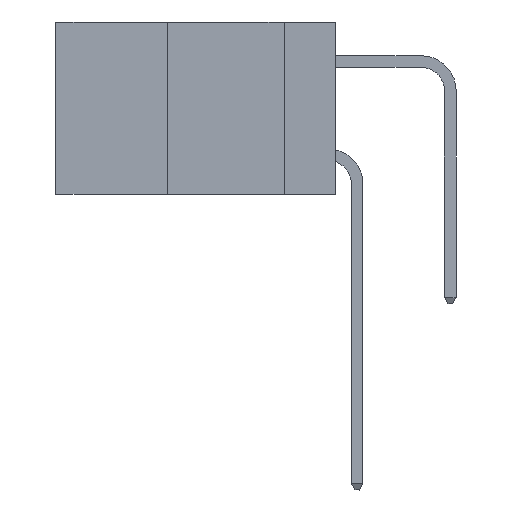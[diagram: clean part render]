
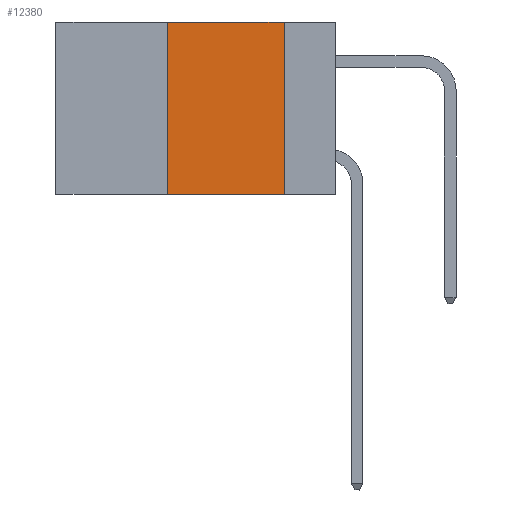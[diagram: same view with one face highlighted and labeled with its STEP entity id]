
A CAD part, left-side view. The second image highlights one B-rep face of the part: STEP entity #12380.
In plain terms, the highlighted planar face has unit normal (-1, 0, 0).
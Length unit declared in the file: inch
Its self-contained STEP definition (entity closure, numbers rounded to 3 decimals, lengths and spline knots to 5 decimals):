
#949 = EDGE_CURVE ( 'NONE', #5612, #4993, #6050, .T. ) ;
#3174 = CARTESIAN_POINT ( 'NONE',  ( 0., 0.11, 0. ) ) ;
#4711 = ORIENTED_EDGE ( 'NONE', *, *, #22967, .F. ) ;
#4993 = VERTEX_POINT ( 'NONE', #8303 ) ;
#5612 = VERTEX_POINT ( 'NONE', #3174 ) ;
#6050 = LINE ( 'NONE', #16970, #24158 ) ;
#6142 = CARTESIAN_POINT ( 'NONE',  ( 0., 0.6, -0.37 ) ) ;
#6283 = LINE ( 'NONE', #6142, #14012 ) ;
#6352 = VECTOR ( 'NONE', #6589, 39.37008 ) ;
#6589 = DIRECTION ( 'NONE',  ( 0., -1., 0. ) ) ;
#8278 = LINE ( 'NONE', #10547, #6352 ) ;
#8303 = CARTESIAN_POINT ( 'NONE',  ( 0., 0.11, -0.37 ) ) ;
#8349 = VECTOR ( 'NONE', #13454, 39.37008 ) ;
#9520 = VERTEX_POINT ( 'NONE', #20541 ) ;
#10547 = CARTESIAN_POINT ( 'NONE',  ( 0., 0.6, 0. ) ) ;
#11160 = EDGE_CURVE ( 'NONE', #9520, #4993, #6283, .T. ) ;
#11189 = LINE ( 'NONE', #19460, #8349 ) ;
#12380 = ADVANCED_FACE ( 'NONE', ( #25475 ), #26799, .F. ) ;
#12842 = EDGE_LOOP ( 'NONE', ( #21108, #4711, #22442, #13611 ) ) ;
#13454 = DIRECTION ( 'NONE',  ( 0., 0., 1. ) ) ;
#13611 = ORIENTED_EDGE ( 'NONE', *, *, #11160, .T. ) ;
#14012 = VECTOR ( 'NONE', #19346, 39.37008 ) ;
#14510 = DIRECTION ( 'NONE',  ( 1., 0., 0. ) ) ;
#14688 = DIRECTION ( 'NONE',  ( 0., 0., -1. ) ) ;
#16056 = CARTESIAN_POINT ( 'NONE',  ( 0., 0.36, 0. ) ) ;
#16141 = CARTESIAN_POINT ( 'NONE',  ( 0., 0.6, 0. ) ) ;
#16970 = CARTESIAN_POINT ( 'NONE',  ( 0., 0.11, 0. ) ) ;
#17201 = VERTEX_POINT ( 'NONE', #16056 ) ;
#18930 = DIRECTION ( 'NONE',  ( 0., 0., -1. ) ) ;
#19346 = DIRECTION ( 'NONE',  ( 0., -1., 0. ) ) ;
#19460 = CARTESIAN_POINT ( 'NONE',  ( 0., 0.36, 0. ) ) ;
#20314 = EDGE_CURVE ( 'NONE', #9520, #17201, #11189, .T. ) ;
#20541 = CARTESIAN_POINT ( 'NONE',  ( 0., 0.36, -0.37 ) ) ;
#21108 = ORIENTED_EDGE ( 'NONE', *, *, #949, .F. ) ;
#22252 = AXIS2_PLACEMENT_3D ( 'NONE', #16141, #14510, #18930 ) ;
#22442 = ORIENTED_EDGE ( 'NONE', *, *, #20314, .F. ) ;
#22967 = EDGE_CURVE ( 'NONE', #17201, #5612, #8278, .T. ) ;
#24158 = VECTOR ( 'NONE', #14688, 39.37008 ) ;
#25475 = FACE_OUTER_BOUND ( 'NONE', #12842, .T. ) ;
#26799 = PLANE ( 'NONE',  #22252 ) ;
